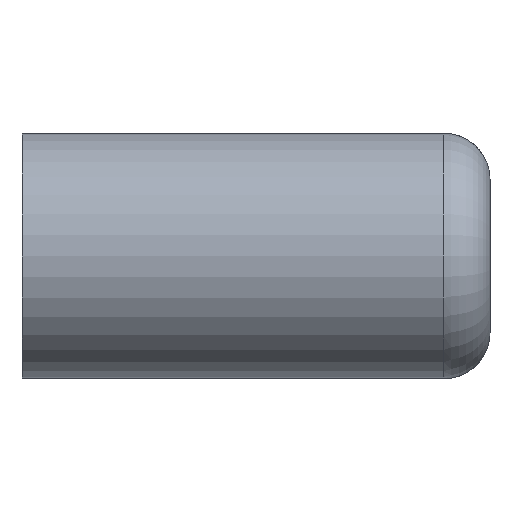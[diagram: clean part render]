
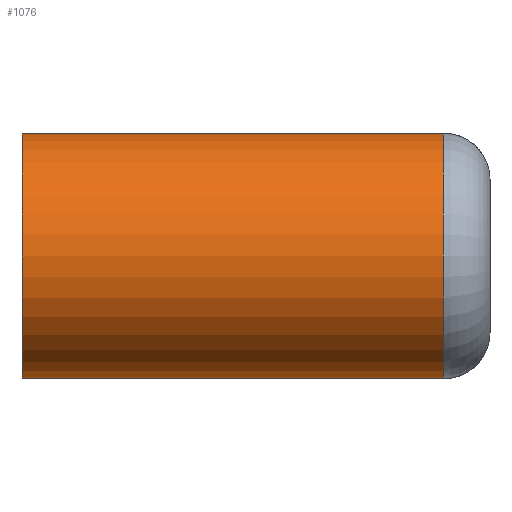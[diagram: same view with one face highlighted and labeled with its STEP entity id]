
A CAD part, front view. The second image highlights one B-rep face of the part: STEP entity #1076.
In plain terms, the highlighted cylindrical face has radius 2.625 mm (diameter 5.25 mm), a partial arc.
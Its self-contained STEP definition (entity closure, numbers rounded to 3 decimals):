
#126=CARTESIAN_POINT('',(11.711,377.154,-51.104));
#127=VERTEX_POINT('',#126);
#134=CARTESIAN_POINT('',(11.711,377.154,-45.854));
#135=VERTEX_POINT('',#134);
#136=CARTESIAN_POINT('',(11.711,377.154,-48.479));
#137=DIRECTION('',(1.,0.,0.));
#138=DIRECTION('',(-0.,1.,0.));
#139=AXIS2_PLACEMENT_3D('',#136,#137,#138);
#140=CIRCLE('',#139,2.625);
#141=EDGE_CURVE('',#135,#127,#140,.T.);
#334=CARTESIAN_POINT('',(20.711,377.154,-45.854));
#335=VERTEX_POINT('',#334);
#336=CARTESIAN_POINT('',(11.711,377.154,-45.854));
#337=DIRECTION('',(1.,0.,0.));
#338=VECTOR('',#337,9.);
#339=LINE('',#336,#338);
#340=EDGE_CURVE('',#135,#335,#339,.T.);
#410=CARTESIAN_POINT('',(20.711,377.154,-51.104));
#411=VERTEX_POINT('',#410);
#418=CARTESIAN_POINT('',(11.711,377.154,-51.104));
#419=DIRECTION('',(1.,0.,0.));
#420=VECTOR('',#419,9.);
#421=LINE('',#418,#420);
#422=EDGE_CURVE('',#127,#411,#421,.T.);
#1059=CARTESIAN_POINT('',(10.711,377.154,-48.479));
#1060=DIRECTION('',(1.,0.,0.));
#1061=DIRECTION('',(-0.,1.,0.));
#1062=AXIS2_PLACEMENT_3D('',#1059,#1060,#1061);
#1063=CYLINDRICAL_SURFACE('',#1062,2.625);
#1064=ORIENTED_EDGE('',*,*,#422,.T.);
#1065=CARTESIAN_POINT('',(20.711,377.154,-48.479));
#1066=DIRECTION('',(-1.,-0.,-0.));
#1067=DIRECTION('',(-0.,1.,0.));
#1068=AXIS2_PLACEMENT_3D('',#1065,#1066,#1067);
#1069=CIRCLE('',#1068,2.625);
#1070=EDGE_CURVE('',#411,#335,#1069,.T.);
#1071=ORIENTED_EDGE('',*,*,#1070,.T.);
#1072=ORIENTED_EDGE('',*,*,#340,.F.);
#1073=ORIENTED_EDGE('',*,*,#141,.T.);
#1074=EDGE_LOOP('',(#1064,#1071,#1072,#1073));
#1075=FACE_BOUND('',#1074,.T.);
#1076=ADVANCED_FACE('',(#1075),#1063,.T.);
